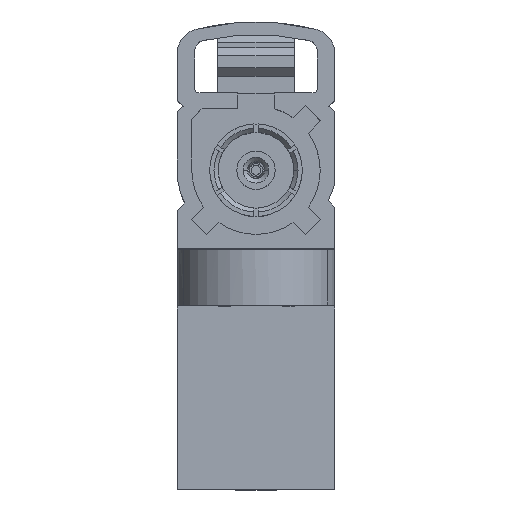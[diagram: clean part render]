
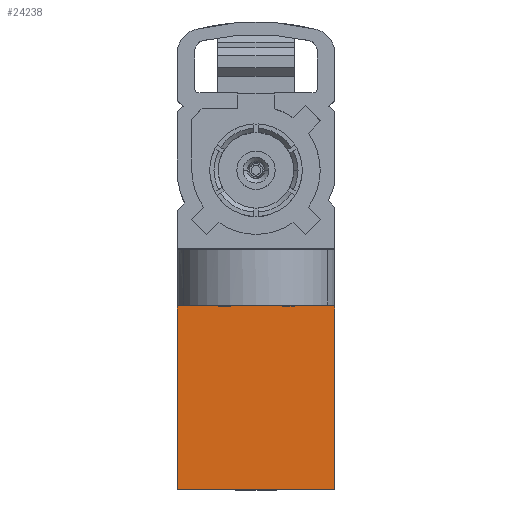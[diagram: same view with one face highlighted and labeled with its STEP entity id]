
A CAD part, top view. The second image highlights one B-rep face of the part: STEP entity #24238.
In plain terms, the highlighted face is planar.
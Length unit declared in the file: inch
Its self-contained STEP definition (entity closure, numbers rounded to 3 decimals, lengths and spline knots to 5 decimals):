
#139 = VECTOR ( 'NONE', #24247, 39.37008 ) ;
#1478 = LINE ( 'NONE', #3202, #1714 ) ;
#1714 = VECTOR ( 'NONE', #22579, 39.37008 ) ;
#1719 = ORIENTED_EDGE ( 'NONE', *, *, #14891, .T. ) ;
#1971 = AXIS2_PLACEMENT_3D ( 'NONE', #4698, #21843, #11337 ) ;
#2280 = FACE_OUTER_BOUND ( 'NONE', #7520, .T. ) ;
#2638 = DIRECTION ( 'NONE',  ( 1., 0., 0. ) ) ;
#3050 = VERTEX_POINT ( 'NONE', #15500 ) ;
#3079 = LINE ( 'NONE', #14556, #3811 ) ;
#3167 = DIRECTION ( 'NONE',  ( 0., 0., 1. ) ) ;
#3202 = CARTESIAN_POINT ( 'NONE',  ( -0.185, -0.18494, -0.58065 ) ) ;
#3811 = VECTOR ( 'NONE', #18313, 39.37008 ) ;
#4698 = CARTESIAN_POINT ( 'NONE',  ( -0.185, -0.18494, -0.58065 ) ) ;
#5033 = CARTESIAN_POINT ( 'NONE',  ( 0.185, -0.18494, -0.58065 ) ) ;
#5961 = CARTESIAN_POINT ( 'NONE',  ( -0.00064, -0.18494, -0.43065 ) ) ;
#6599 = PLANE ( 'NONE',  #1971 ) ;
#7299 = ORIENTED_EDGE ( 'NONE', *, *, #11167, .F. ) ;
#7520 = EDGE_LOOP ( 'NONE', ( #7299, #12967, #1719, #11915, #11649 ) ) ;
#7525 = VERTEX_POINT ( 'NONE', #5961 ) ;
#8800 = LINE ( 'NONE', #5033, #21309 ) ;
#9366 = EDGE_CURVE ( 'NONE', #14838, #3050, #8800, .T. ) ;
#11167 = EDGE_CURVE ( 'NONE', #24579, #23302, #1478, .T. ) ;
#11337 = DIRECTION ( 'NONE',  ( 0., 0., -1. ) ) ;
#11649 = ORIENTED_EDGE ( 'NONE', *, *, #18847, .F. ) ;
#11915 = ORIENTED_EDGE ( 'NONE', *, *, #9366, .T. ) ;
#12042 = CARTESIAN_POINT ( 'NONE',  ( -0.185, -0.18494, -0.43065 ) ) ;
#12176 = CARTESIAN_POINT ( 'NONE',  ( 0.185, -0.18494, -0.43065 ) ) ;
#12967 = ORIENTED_EDGE ( 'NONE', *, *, #19748, .T. ) ;
#14332 = CARTESIAN_POINT ( 'NONE',  ( -0.185, -0.18494, -0.43065 ) ) ;
#14556 = CARTESIAN_POINT ( 'NONE',  ( -0.185, -0.18494, 0. ) ) ;
#14602 = LINE ( 'NONE', #12042, #139 ) ;
#14838 = VERTEX_POINT ( 'NONE', #12176 ) ;
#14891 = EDGE_CURVE ( 'NONE', #7525, #14838, #14602, .T. ) ;
#15500 = CARTESIAN_POINT ( 'NONE',  ( 0.185, -0.18494, 0. ) ) ;
#16334 = LINE ( 'NONE', #14332, #17383 ) ;
#17383 = VECTOR ( 'NONE', #2638, 39.37008 ) ;
#18313 = DIRECTION ( 'NONE',  ( 1., 0., 0. ) ) ;
#18847 = EDGE_CURVE ( 'NONE', #23302, #3050, #3079, .T. ) ;
#19748 = EDGE_CURVE ( 'NONE', #24579, #7525, #16334, .T. ) ;
#21309 = VECTOR ( 'NONE', #3167, 39.37008 ) ;
#21320 = CARTESIAN_POINT ( 'NONE',  ( -0.185, -0.18494, -0.43065 ) ) ;
#21843 = DIRECTION ( 'NONE',  ( 0., -1., 0. ) ) ;
#22579 = DIRECTION ( 'NONE',  ( 0., 0., 1. ) ) ;
#22635 = CARTESIAN_POINT ( 'NONE',  ( -0.185, -0.18494, 0. ) ) ;
#23302 = VERTEX_POINT ( 'NONE', #22635 ) ;
#24238 = ADVANCED_FACE ( 'NONE', ( #2280 ), #6599, .T. ) ;
#24247 = DIRECTION ( 'NONE',  ( 1., 0., 0. ) ) ;
#24579 = VERTEX_POINT ( 'NONE', #21320 ) ;
